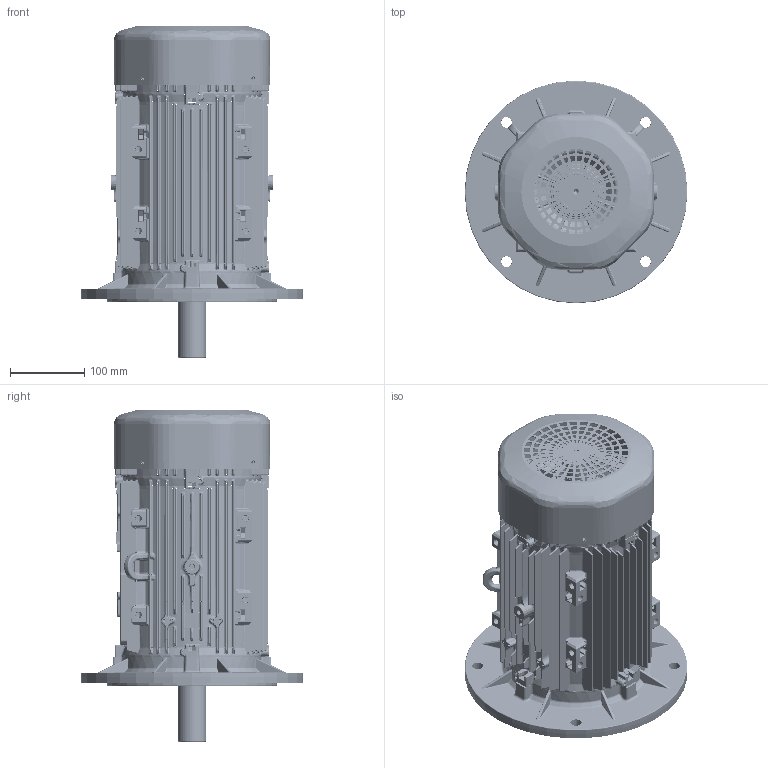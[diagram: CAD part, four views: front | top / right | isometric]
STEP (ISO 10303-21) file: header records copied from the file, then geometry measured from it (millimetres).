
FILE_DESCRIPTION(/* description */ (''),/* implementation_level */ '2;1');
FILE_NAME(/* name */ '_QHS series_ 132_B5 _DEEP COVER__stp.stp',/* time_stamp */ '2024-07-30T14:27:58+03:00',/* author */ (''),/* organization */ (''),/* preprocessor_version */ 'ST-DEVELOPER v18.102',/* originating_system */ 'SIEMENS PLM Software NX2206.8101',/* authorisation */ '');
FILE_SCHEMA (('AP203_CONFIGURATION_CONTROLLED_3D_DESIGN_OF_MECHANICAL_PARTS_AND_ASSEMBLIES_MIM_LF { 1 0 10303 403 2 1 2}'));
Length unit declared in the file: millimetre
Products named in the file (1): _QHS series_ 132_B5 _DEEP COVER__stp_objects
Bounding box: 300.25 x 300.25 x 447.4 mm (x, y, z)
Surface area: 946008 mm2 (no closed solid volume)
Topology: 0 solids, 62 shells, 6871 faces, 21369 edges, 13579 vertices
Faces by surface type: cylinder 2657, plane 1496, torus 1046, bspline 729, cone 487, sphere 456
Full cylindrical faces by diameter (mm): 3.5 x4, 6 x2, 8 x1, 10.3 x1, 13 x1, 29 x1, 29.2 x1, 30 x1, 37.4 x1, 38 x1, 40 x1, 46.5 x1, 47 x1, 58.667 x1, 68 x1, 230 x1
Entity records: 273402 total; most frequent: CARTESIAN_POINT 109338, ORIENTED_EDGE 33055, DIRECTION 29644, EDGE_CURVE 20948, VERTEX_POINT 13492, AXIS2_PLACEMENT_3D 11743, B_SPLINE_CURVE_WITH_KNOTS 8731, EDGE_LOOP 7337
